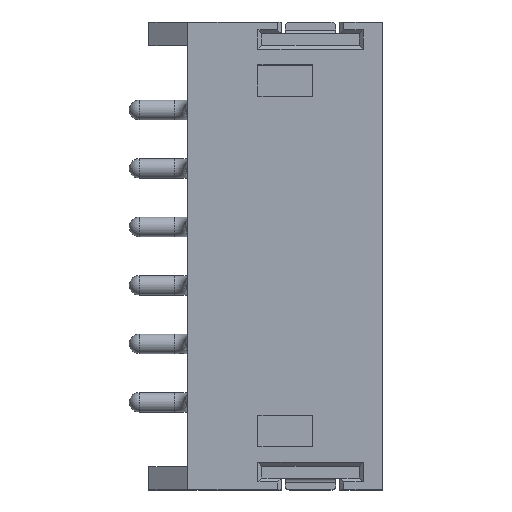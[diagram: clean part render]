
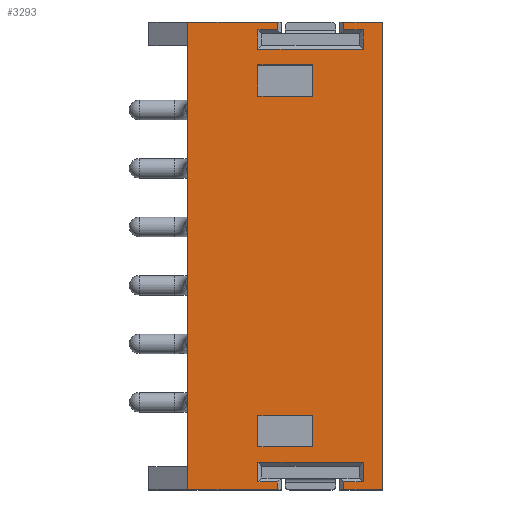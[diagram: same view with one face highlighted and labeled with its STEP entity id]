
A CAD part, top view. The second image highlights one B-rep face of the part: STEP entity #3293.
In plain terms, the highlighted planar face has unit normal (0, 0, 1).
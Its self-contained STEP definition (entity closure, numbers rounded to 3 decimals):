
#14=FACE_BOUND('',#426,.T.);
#15=FACE_BOUND('',#427,.T.);
#49=PLANE('',#3572);
#246=FACE_OUTER_BOUND('',#425,.T.);
#425=EDGE_LOOP('',(#2489,#2490,#2491,#2492,#2493,#2494,#2495,#2496,#2497,
#2498,#2499,#2500,#2501,#2502,#2503,#2504,#2505,#2506,#2507,#2508));
#426=EDGE_LOOP('',(#2509,#2510,#2511,#2512));
#427=EDGE_LOOP('',(#2513,#2514,#2515,#2516));
#614=LINE('',#5088,#988);
#616=LINE('',#5093,#990);
#622=LINE('',#5104,#996);
#623=LINE('',#5106,#997);
#625=LINE('',#5110,#999);
#628=LINE('',#5116,#1002);
#633=LINE('',#5125,#1007);
#638=LINE('',#5135,#1012);
#640=LINE('',#5139,#1014);
#641=LINE('',#5141,#1015);
#642=LINE('',#5143,#1016);
#643=LINE('',#5145,#1017);
#644=LINE('',#5147,#1018);
#645=LINE('',#5149,#1019);
#646=LINE('',#5151,#1020);
#647=LINE('',#5153,#1021);
#648=LINE('',#5155,#1022);
#649=LINE('',#5157,#1023);
#650=LINE('',#5159,#1024);
#651=LINE('',#5160,#1025);
#652=LINE('',#5163,#1026);
#653=LINE('',#5165,#1027);
#654=LINE('',#5167,#1028);
#655=LINE('',#5168,#1029);
#656=LINE('',#5171,#1030);
#657=LINE('',#5173,#1031);
#658=LINE('',#5175,#1032);
#659=LINE('',#5176,#1033);
#988=VECTOR('',#4046,10.);
#990=VECTOR('',#4050,10.);
#996=VECTOR('',#4058,10.);
#997=VECTOR('',#4061,10.);
#999=VECTOR('',#4065,10.);
#1002=VECTOR('',#4070,10.);
#1007=VECTOR('',#4077,10.);
#1012=VECTOR('',#4088,10.);
#1014=VECTOR('',#4092,10.);
#1015=VECTOR('',#4093,10.);
#1016=VECTOR('',#4094,10.);
#1017=VECTOR('',#4095,10.);
#1018=VECTOR('',#4096,10.);
#1019=VECTOR('',#4097,10.);
#1020=VECTOR('',#4098,10.);
#1021=VECTOR('',#4099,10.);
#1022=VECTOR('',#4100,10.);
#1023=VECTOR('',#4101,10.);
#1024=VECTOR('',#4102,10.);
#1025=VECTOR('',#4103,10.);
#1026=VECTOR('',#4104,10.);
#1027=VECTOR('',#4105,10.);
#1028=VECTOR('',#4106,10.);
#1029=VECTOR('',#4107,10.);
#1030=VECTOR('',#4108,10.);
#1031=VECTOR('',#4109,10.);
#1032=VECTOR('',#4110,10.);
#1033=VECTOR('',#4111,10.);
#1497=VERTEX_POINT('',#5085);
#1498=VERTEX_POINT('',#5087);
#1499=VERTEX_POINT('',#5091);
#1500=VERTEX_POINT('',#5092);
#1504=VERTEX_POINT('',#5102);
#1505=VERTEX_POINT('',#5109);
#1507=VERTEX_POINT('',#5115);
#1510=VERTEX_POINT('',#5123);
#1512=VERTEX_POINT('',#5134);
#1513=VERTEX_POINT('',#5138);
#1514=VERTEX_POINT('',#5140);
#1515=VERTEX_POINT('',#5142);
#1516=VERTEX_POINT('',#5144);
#1517=VERTEX_POINT('',#5146);
#1518=VERTEX_POINT('',#5148);
#1519=VERTEX_POINT('',#5150);
#1520=VERTEX_POINT('',#5152);
#1521=VERTEX_POINT('',#5154);
#1522=VERTEX_POINT('',#5156);
#1523=VERTEX_POINT('',#5158);
#1524=VERTEX_POINT('',#5161);
#1525=VERTEX_POINT('',#5162);
#1526=VERTEX_POINT('',#5164);
#1527=VERTEX_POINT('',#5166);
#1528=VERTEX_POINT('',#5169);
#1529=VERTEX_POINT('',#5170);
#1530=VERTEX_POINT('',#5172);
#1531=VERTEX_POINT('',#5174);
#1852=EDGE_CURVE('',#1497,#1498,#614,.T.);
#1854=EDGE_CURVE('',#1499,#1500,#616,.T.);
#1860=EDGE_CURVE('',#1504,#1497,#622,.T.);
#1861=EDGE_CURVE('',#1500,#1504,#623,.T.);
#1863=EDGE_CURVE('',#1505,#1499,#625,.T.);
#1866=EDGE_CURVE('',#1498,#1507,#628,.T.);
#1871=EDGE_CURVE('',#1510,#1505,#633,.T.);
#1876=EDGE_CURVE('',#1507,#1512,#638,.T.);
#1878=EDGE_CURVE('',#1513,#1510,#640,.T.);
#1879=EDGE_CURVE('',#1513,#1514,#641,.T.);
#1880=EDGE_CURVE('',#1514,#1515,#642,.T.);
#1881=EDGE_CURVE('',#1516,#1515,#643,.T.);
#1882=EDGE_CURVE('',#1517,#1516,#644,.T.);
#1883=EDGE_CURVE('',#1518,#1517,#645,.T.);
#1884=EDGE_CURVE('',#1519,#1518,#646,.T.);
#1885=EDGE_CURVE('',#1520,#1519,#647,.T.);
#1886=EDGE_CURVE('',#1521,#1520,#648,.T.);
#1887=EDGE_CURVE('',#1522,#1521,#649,.T.);
#1888=EDGE_CURVE('',#1522,#1523,#650,.T.);
#1889=EDGE_CURVE('',#1512,#1523,#651,.T.);
#1890=EDGE_CURVE('',#1524,#1525,#652,.T.);
#1891=EDGE_CURVE('',#1525,#1526,#653,.T.);
#1892=EDGE_CURVE('',#1526,#1527,#654,.T.);
#1893=EDGE_CURVE('',#1527,#1524,#655,.T.);
#1894=EDGE_CURVE('',#1528,#1529,#656,.T.);
#1895=EDGE_CURVE('',#1529,#1530,#657,.T.);
#1896=EDGE_CURVE('',#1530,#1531,#658,.T.);
#1897=EDGE_CURVE('',#1531,#1528,#659,.T.);
#2489=ORIENTED_EDGE('',*,*,#1866,.F.);
#2490=ORIENTED_EDGE('',*,*,#1852,.F.);
#2491=ORIENTED_EDGE('',*,*,#1860,.F.);
#2492=ORIENTED_EDGE('',*,*,#1861,.F.);
#2493=ORIENTED_EDGE('',*,*,#1854,.F.);
#2494=ORIENTED_EDGE('',*,*,#1863,.F.);
#2495=ORIENTED_EDGE('',*,*,#1871,.F.);
#2496=ORIENTED_EDGE('',*,*,#1878,.F.);
#2497=ORIENTED_EDGE('',*,*,#1879,.T.);
#2498=ORIENTED_EDGE('',*,*,#1880,.T.);
#2499=ORIENTED_EDGE('',*,*,#1881,.F.);
#2500=ORIENTED_EDGE('',*,*,#1882,.F.);
#2501=ORIENTED_EDGE('',*,*,#1883,.F.);
#2502=ORIENTED_EDGE('',*,*,#1884,.F.);
#2503=ORIENTED_EDGE('',*,*,#1885,.F.);
#2504=ORIENTED_EDGE('',*,*,#1886,.F.);
#2505=ORIENTED_EDGE('',*,*,#1887,.F.);
#2506=ORIENTED_EDGE('',*,*,#1888,.T.);
#2507=ORIENTED_EDGE('',*,*,#1889,.F.);
#2508=ORIENTED_EDGE('',*,*,#1876,.F.);
#2509=ORIENTED_EDGE('',*,*,#1890,.T.);
#2510=ORIENTED_EDGE('',*,*,#1891,.T.);
#2511=ORIENTED_EDGE('',*,*,#1892,.T.);
#2512=ORIENTED_EDGE('',*,*,#1893,.T.);
#2513=ORIENTED_EDGE('',*,*,#1894,.T.);
#2514=ORIENTED_EDGE('',*,*,#1895,.T.);
#2515=ORIENTED_EDGE('',*,*,#1896,.T.);
#2516=ORIENTED_EDGE('',*,*,#1897,.T.);
#3293=ADVANCED_FACE('',(#246,#14,#15),#49,.T.);
#3572=AXIS2_PLACEMENT_3D('',#5137,#4090,#4091);
#4046=DIRECTION('',(-1.,0.,0.));
#4050=DIRECTION('',(0.,-1.,0.));
#4058=DIRECTION('',(0.,1.,0.));
#4061=DIRECTION('',(1.,0.,0.));
#4065=DIRECTION('',(-1.,0.,0.));
#4070=DIRECTION('',(0.,1.,0.));
#4077=DIRECTION('',(0.,-1.,0.));
#4088=DIRECTION('',(1.,0.,0.));
#4090=DIRECTION('center_axis',(0.,0.,
1.));
#4091=DIRECTION('ref_axis',(0.,-1.,0.));
#4092=DIRECTION('',(1.,0.,0.));
#4093=DIRECTION('',(0.,-1.,0.));
#4094=DIRECTION('',(1.,0.,0.));
#4095=DIRECTION('',(0.,-1.,0.));
#4096=DIRECTION('',(1.,0.,0.));
#4097=DIRECTION('',(0.,-1.,0.));
#4098=DIRECTION('',(-1.,0.,0.));
#4099=DIRECTION('',(0.,1.,0.));
#4100=DIRECTION('',(1.,0.,0.));
#4101=DIRECTION('',(0.,1.,0.));
#4102=DIRECTION('',(1.,0.,0.));
#4103=DIRECTION('',(0.,-1.,0.));
#4104=DIRECTION('',(1.,0.,0.));
#4105=DIRECTION('',(0.,-1.,0.));
#4106=DIRECTION('',(-1.,0.,0.));
#4107=DIRECTION('',(0.,1.,0.));
#4108=DIRECTION('',(-1.,0.,0.));
#4109=DIRECTION('',(0.,1.,0.));
#4110=DIRECTION('',(1.,0.,0.));
#4111=DIRECTION('',(0.,-1.,0.));
#5085=CARTESIAN_POINT('',(5.25,9.55,3.7));
#5087=CARTESIAN_POINT('',(4.75,9.55,3.7));
#5088=CARTESIAN_POINT('',(2.95,9.55,3.7));
#5091=CARTESIAN_POINT('',(2.55,9.55,3.7));
#5092=CARTESIAN_POINT('',(2.55,9.05,3.7));
#5093=CARTESIAN_POINT('',(2.55,9.6,3.7));
#5102=CARTESIAN_POINT('',(5.25,9.05,3.7));
#5104=CARTESIAN_POINT('',(5.25,9.45,3.7));
#5106=CARTESIAN_POINT('',(1.7,9.05,3.7));
#5109=CARTESIAN_POINT('',(3.05,9.55,3.7));
#5110=CARTESIAN_POINT('',(2.95,9.55,3.7));
#5115=CARTESIAN_POINT('',(4.75,9.75,3.7));
#5116=CARTESIAN_POINT('',(4.75,9.75,3.7));
#5123=CARTESIAN_POINT('',(3.05,9.75,3.7));
#5125=CARTESIAN_POINT('',(3.05,9.75,3.7));
#5134=CARTESIAN_POINT('',(5.75,9.75,3.7));
#5135=CARTESIAN_POINT('',(0.75,9.75,3.7));
#5137=CARTESIAN_POINT('Origin',(0.75,9.75,3.7));
#5138=CARTESIAN_POINT('',(0.75,9.75,3.7));
#5139=CARTESIAN_POINT('',(0.75,9.75,3.7));
#5140=CARTESIAN_POINT('',(0.75,-2.25,3.7));
#5141=CARTESIAN_POINT('',(0.75,9.75,3.7));
#5142=CARTESIAN_POINT('',(3.05,-2.25,3.7));
#5143=CARTESIAN_POINT('',(0.75,-2.25,3.7));
#5144=CARTESIAN_POINT('',(3.05,-2.05,3.7));
#5145=CARTESIAN_POINT('',(3.05,3.75,3.7));
#5146=CARTESIAN_POINT('',(2.55,-2.05,3.7));
#5147=CARTESIAN_POINT('',(2.95,-2.05,3.7));
#5148=CARTESIAN_POINT('',(2.55,-1.55,3.7));
#5149=CARTESIAN_POINT('',(2.55,3.9,3.7));
#5150=CARTESIAN_POINT('',(5.25,-1.55,3.7));
#5151=CARTESIAN_POINT('',(1.7,-1.55,3.7));
#5152=CARTESIAN_POINT('',(5.25,-2.05,3.7));
#5153=CARTESIAN_POINT('',(5.25,4.05,3.7));
#5154=CARTESIAN_POINT('',(4.75,-2.05,3.7));
#5155=CARTESIAN_POINT('',(2.95,-2.05,3.7));
#5156=CARTESIAN_POINT('',(4.75,-2.25,3.7));
#5157=CARTESIAN_POINT('',(4.75,3.75,3.7));
#5158=CARTESIAN_POINT('',(5.75,-2.25,3.7));
#5159=CARTESIAN_POINT('',(0.75,-2.25,3.7));
#5160=CARTESIAN_POINT('',(5.75,9.75,3.7));
#5161=CARTESIAN_POINT('',(2.55,8.65,3.7));
#5162=CARTESIAN_POINT('',(3.95,8.65,3.7));
#5163=CARTESIAN_POINT('',(2.35,8.65,3.7));
#5164=CARTESIAN_POINT('',(3.95,7.85,3.7));
#5165=CARTESIAN_POINT('',(3.95,8.8,3.7));
#5166=CARTESIAN_POINT('',(2.55,7.85,3.7));
#5167=CARTESIAN_POINT('',(1.65,7.85,3.7));
#5168=CARTESIAN_POINT('',(2.55,9.2,3.7));
#5169=CARTESIAN_POINT('',(3.95,-1.15,3.7));
#5170=CARTESIAN_POINT('',(2.55,-1.15,3.7));
#5171=CARTESIAN_POINT('',(2.35,-1.15,3.7));
#5172=CARTESIAN_POINT('',(2.55,-0.35,3.7));
#5173=CARTESIAN_POINT('',(2.55,4.3,3.7));
#5174=CARTESIAN_POINT('',(3.95,-0.35,3.7));
#5175=CARTESIAN_POINT('',(1.65,-0.35,3.7));
#5176=CARTESIAN_POINT('',(3.95,4.7,3.7));
